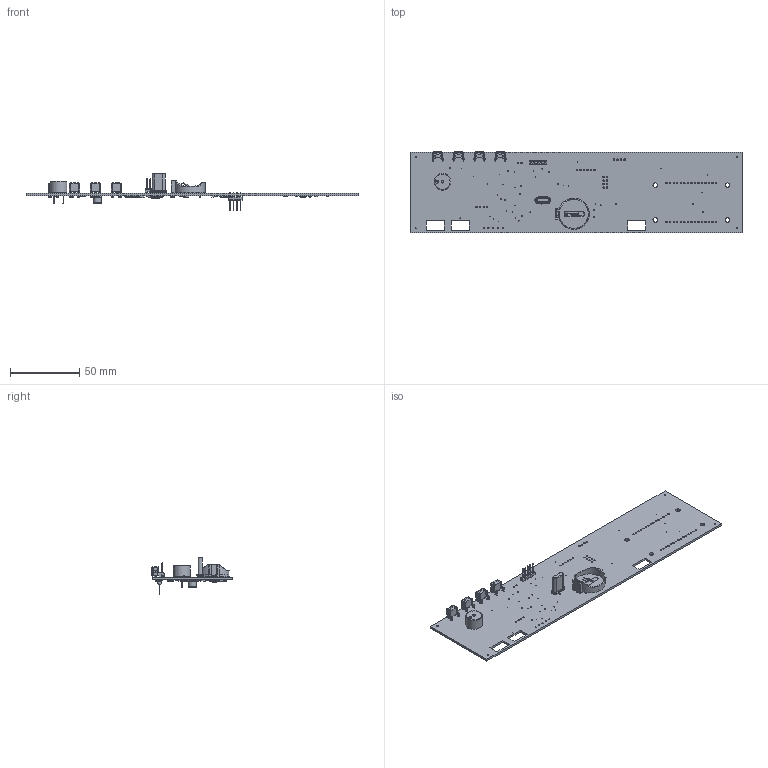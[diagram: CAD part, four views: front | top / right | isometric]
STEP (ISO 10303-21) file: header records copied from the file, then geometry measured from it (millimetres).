
FILE_DESCRIPTION(('for SolidWorks'),'2;1');
FILE_NAME( 'MainBoard1.step', '2025-05-25T19:57:15',('User'),(''),'Open CASCADE STEP processor 6.6', 'DipTrace','Unknown');
FILE_SCHEMA(('AUTOMOTIVE_DESIGN { 1 0 10303 214 1 1 1 1 }'));
Length unit declared in the file: millimetre
Products named in the file (18): PCB_MainBoard1; Board_MainBoard1; capae-6.6x6.6h5.4; tc_1306; cap_0805; cap_1206; hdr-1x5t_2.54_12x2; hdr-1x4t_2.54_10x2; bs-7; sop-4_6.5x2.54; pb-1220pq; sot23; RES_1206_M; b3f-3_x3.15; sot223-4; soic-16_300mil; qfp-44_12x12x0.8; hc-49u
Assembly tree (43 placements, depth 2):
  PCB_MainBoard1
    Board_MainBoard1
    capae-6.6x6.6h5.4
    tc_1306
    cap_0805  x6
    cap_1206
    hdr-1x5t_2.54_12x2
    hdr-1x4t_2.54_10x2
    bs-7
    sop-4_6.5x2.54
    pb-1220pq
    sot23  x5
    RES_1206_M  x15
    b3f-3_x3.15  x4
    sot223-4
    soic-16_300mil
    qfp-44_12x12x0.8
    hc-49u
Bounding box: 238.97 x 58.4 x 26.89 mm (x, y, z)
Volume: 22987.7 mm3; surface area: 35241.6 mm2
Topology: 59 solids, 162 shells, 3315 faces, 7972 edges, 4851 vertices
Faces by surface type: plane 1972, cylinder 741, bspline 454, sphere 124, torus 18, cone 4, revolution 2
Full cylindrical faces by diameter (mm): 0.43 x2, 0.5 x46, 0.6 x1, 0.7 x2, 0.8 x11, 0.813 x2, 0.9 x4, 1 x56, 1.1 x9, 1.17 x1, 1.2 x2, 1.3 x8, 1.5 x1, 1.6 x2, 1.703 x1, 2 x4, 2.055 x1, 3.25 x4, 5.4 x1, 6 x2, 10.069 x1, 12 x1
Entity records: 67349 total; most frequent: CARTESIAN_POINT 16344, ORIENTED_EDGE 8620, DIRECTION 6976, EDGE_CURVE 4310, VERTEX_POINT 2735, LINE 2580, VECTOR 2580, AXIS2_PLACEMENT_3D 2197
